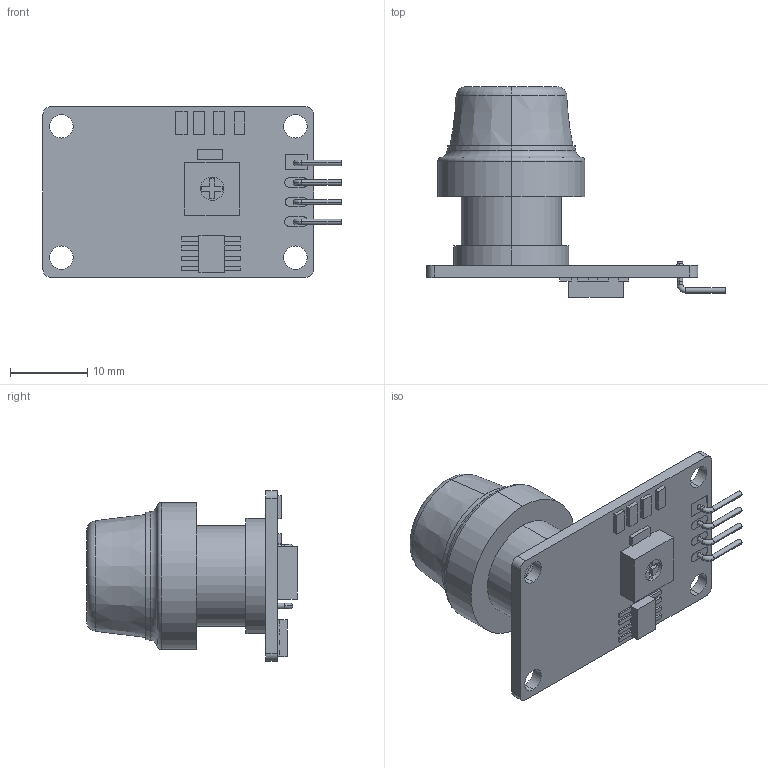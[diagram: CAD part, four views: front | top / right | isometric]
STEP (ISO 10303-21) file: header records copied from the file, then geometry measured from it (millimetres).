
FILE_DESCRIPTION (( 'STEP AP214' ), '1' );
FILE_NAME ('SRAQ-G021_3D.STEP', '2022-04-15T21:08:38', ( '' ), ( '' ), 'SwSTEP 2.0', 'SolidWorks 2021', '' );
FILE_SCHEMA (( 'AUTOMOTIVE_DESIGN' ));
Length unit declared in the file: inch
Products named in the file (1): SRAQ-G021_3D
Bounding box: 38.54 x 27.2 x 22 mm (x, y, z)
Volume: 5674.4 mm3; surface area: 3266.7 mm2
Topology: 6 solids, 6 shells, 222 faces, 536 edges, 348 vertices
Faces by surface type: plane 134, cylinder 58, torus 22, bspline 4, cone 4
Entity records: 9302 total; most frequent: CARTESIAN_POINT 1212, DIRECTION 1136, ORIENTED_EDGE 1072, EDGE_CURVE 536, AXIS2_PLACEMENT_3D 389, VECTOR 358, LINE 358, VERTEX_POINT 348
